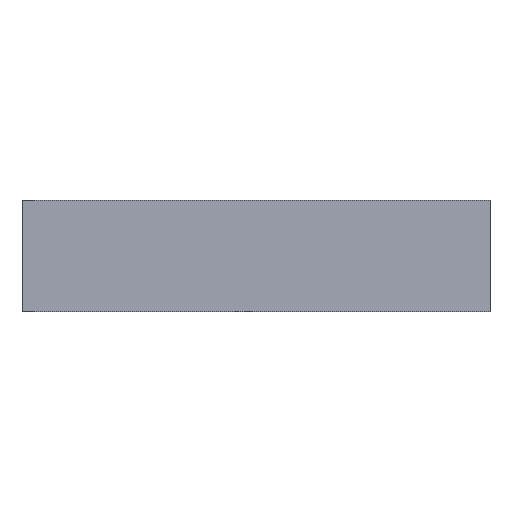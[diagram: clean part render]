
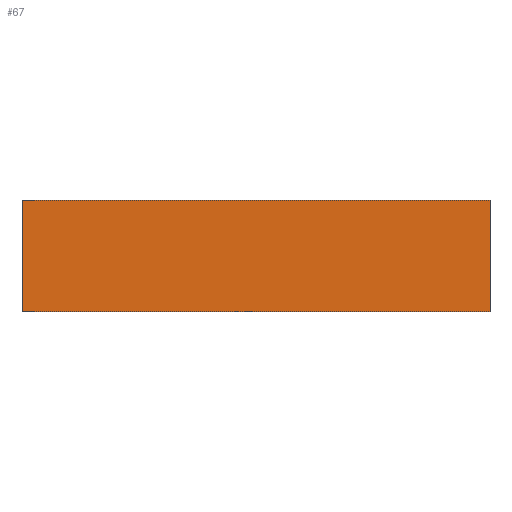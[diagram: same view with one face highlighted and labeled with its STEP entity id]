
A CAD part, front view. The second image highlights one B-rep face of the part: STEP entity #67.
In plain terms, the highlighted planar face has unit normal (0, -1, 0).
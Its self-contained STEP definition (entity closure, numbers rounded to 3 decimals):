
#10 = DIRECTION ( 'NONE',  ( 0., 0., 1. ) ) ;
#15 = CARTESIAN_POINT ( 'NONE',  ( 0., 0., 0. ) ) ;
#21 = VERTEX_POINT ( 'NONE', #192 ) ;
#28 = DIRECTION ( 'NONE',  ( 1., 0., 0. ) ) ;
#33 = CARTESIAN_POINT ( 'NONE',  ( 0., 0., 20. ) ) ;
#34 = AXIS2_PLACEMENT_3D ( 'NONE', #292, #219, #10 ) ;
#43 = ORIENTED_EDGE ( 'NONE', *, *, #186, .T. ) ;
#49 = CARTESIAN_POINT ( 'NONE',  ( 84.3, 0., 0. ) ) ;
#54 = DIRECTION ( 'NONE',  ( 0., 0., -1. ) ) ;
#56 = CARTESIAN_POINT ( 'NONE',  ( 0., 0., 20. ) ) ;
#67 = ADVANCED_FACE ( 'NONE', ( #145 ), #167, .F. ) ;
#69 = VECTOR ( 'NONE', #256, 1000. ) ;
#95 = VERTEX_POINT ( 'NONE', #49 ) ;
#112 = EDGE_LOOP ( 'NONE', ( #241, #159, #116, #43 ) ) ;
#116 = ORIENTED_EDGE ( 'NONE', *, *, #218, .F. ) ;
#127 = DIRECTION ( 'NONE',  ( 1., 0., 0. ) ) ;
#128 = LINE ( 'NONE', #15, #268 ) ;
#145 = FACE_OUTER_BOUND ( 'NONE', #112, .T. ) ;
#148 = LINE ( 'NONE', #56, #69 ) ;
#159 = ORIENTED_EDGE ( 'NONE', *, *, #196, .F. ) ;
#161 = VERTEX_POINT ( 'NONE', #33 ) ;
#167 = PLANE ( 'NONE',  #34 ) ;
#177 = CARTESIAN_POINT ( 'NONE',  ( 0., 0., 20. ) ) ;
#178 = LINE ( 'NONE', #228, #217 ) ;
#186 = EDGE_CURVE ( 'NONE', #161, #21, #148, .T. ) ;
#192 = CARTESIAN_POINT ( 'NONE',  ( 0., 0., 0. ) ) ;
#196 = EDGE_CURVE ( 'NONE', #289, #95, #178, .T. ) ;
#217 = VECTOR ( 'NONE', #54, 1000. ) ;
#218 = EDGE_CURVE ( 'NONE', #161, #289, #230, .T. ) ;
#219 = DIRECTION ( 'NONE',  ( 0., 1., 0. ) ) ;
#228 = CARTESIAN_POINT ( 'NONE',  ( 84.3, 0., 20. ) ) ;
#230 = LINE ( 'NONE', #177, #273 ) ;
#241 = ORIENTED_EDGE ( 'NONE', *, *, #261, .T. ) ;
#256 = DIRECTION ( 'NONE',  ( 0., 0., -1. ) ) ;
#261 = EDGE_CURVE ( 'NONE', #21, #95, #128, .T. ) ;
#268 = VECTOR ( 'NONE', #127, 1000. ) ;
#273 = VECTOR ( 'NONE', #28, 1000. ) ;
#289 = VERTEX_POINT ( 'NONE', #302 ) ;
#292 = CARTESIAN_POINT ( 'NONE',  ( 0., 0., 20. ) ) ;
#302 = CARTESIAN_POINT ( 'NONE',  ( 84.3, 0., 20. ) ) ;
